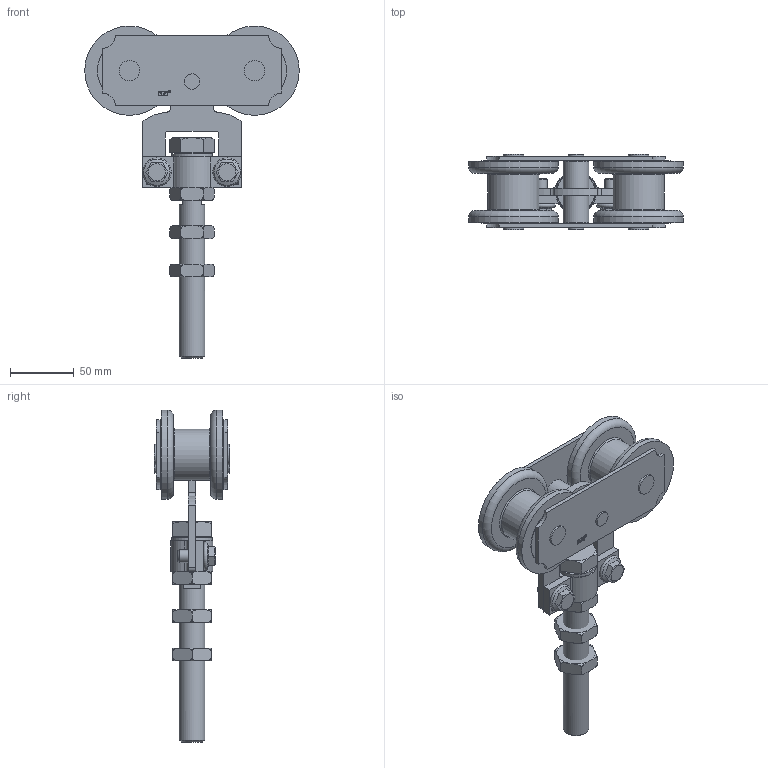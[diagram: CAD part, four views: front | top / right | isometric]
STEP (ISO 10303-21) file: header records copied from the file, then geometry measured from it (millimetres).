
FILE_DESCRIPTION(/* description */ (''),/* implementation_level */ '2;1');
FILE_NAME(/* name */ '0285SL.stp',/* time_stamp */ '2020-12-22T15:21:51+01:00',/* author */ ('DBARI'),/* organization */ (''),/* preprocessor_version */ 'ST-DEVELOPER v18.1',/* originating_system */ 'Autodesk Inventor 2021',/* authorisation */ '');
FILE_SCHEMA (('AUTOMOTIVE_DESIGN { 1 0 10303 214 3 1 1 }'));
Length unit declared in the file: millimetre
Products named in the file (15): 285SL; 15538 MONT; 15502; 15003; 05047; 15105 mont; CAG8S; 15070; 15106; 15104; 15004; 15746; 04523; 17197; 06017
Assembly tree (34 placements, depth 3):
  285SL
    15538 MONT
    15502  x2
    15104  x2
    15003
    05047  x2
    15105 mont  x2
    CAG8S  x2
      15070
      15106
    15004
    15746
    06017  x3
    04523  x2
    17197
Bounding box: 168 x 59 x 260 mm (x, y, z)
Volume: 391495.6 mm3; surface area: 176308.7 mm2
Topology: 46 solids, 46 shells, 776 faces, 1885 edges, 1190 vertices
Faces by surface type: plane 369, cylinder 264, bspline 76, torus 46, cone 21
Full cylindrical faces by diameter (mm): 1.7 x2, 2 x2, 4.97 x26, 8.376 x2, 9.7 x6, 10 x8, 10.1 x2, 12 x2, 16 x5, 16.2 x3, 17.294 x3, 20 x4, 23.9 x2, 24.2 x2, 27.7 x1, 32 x1, 33.8 x2, 34 x2, 40 x2, 50 x4, 70 x4
Entity records: 14360 total; most frequent: CARTESIAN_POINT 3508, ORIENTED_EDGE 2176, DIRECTION 2088, EDGE_CURVE 1088, AXIS2_PLACEMENT_3D 787, VERTEX_POINT 693, LINE 514, VECTOR 514
